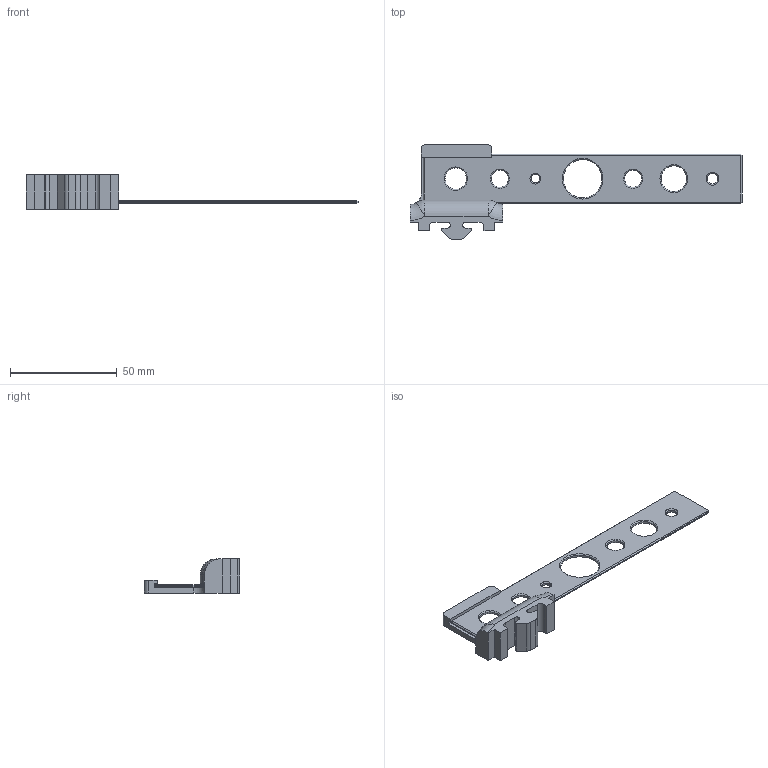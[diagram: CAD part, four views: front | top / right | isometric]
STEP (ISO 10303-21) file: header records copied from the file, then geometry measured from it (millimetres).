
FILE_DESCRIPTION(/* description */ (''),/* implementation_level */ '2;1');
FILE_NAME(/* name */ 'slide aperture v10.step',/* time_stamp */ '2019-08-19T14:48:43-07:00',/* author */ (''),/* organization */ (''),/* preprocessor_version */ 'ST-DEVELOPER v18',/* originating_system */ 'Autodesk Translation Framework v8.6.0.1094',/* authorisation */ '');
FILE_SCHEMA (('AUTOMOTIVE_DESIGN { 1 0 10303 214 3 1 1 }'));
Length unit declared in the file: millimetre
Products named in the file (3): slide aperture; Aperture_Holder; Apertures
Assembly tree (2 placements, depth 2):
  slide aperture
    Aperture_Holder
    Apertures
Bounding box: 155.24 x 44.45 x 16 mm (x, y, z)
Volume: 14007.8 mm3; surface area: 11167.5 mm2
Topology: 2 solids, 2 shells, 99 faces, 249 edges, 154 vertices
Faces by surface type: plane 57, cylinder 31, cone 7, sphere 2, torus 2
Full cylindrical faces by diameter (mm): 4 x1, 5 x1, 8 x2, 10 x1, 12 x1, 18 x1, 22 x1
Entity records: 3094 total; most frequent: CARTESIAN_POINT 541, DIRECTION 533, ORIENTED_EDGE 498, EDGE_CURVE 249, AXIS2_PLACEMENT_3D 182, LINE 169, VECTOR 169, VERTEX_POINT 154
